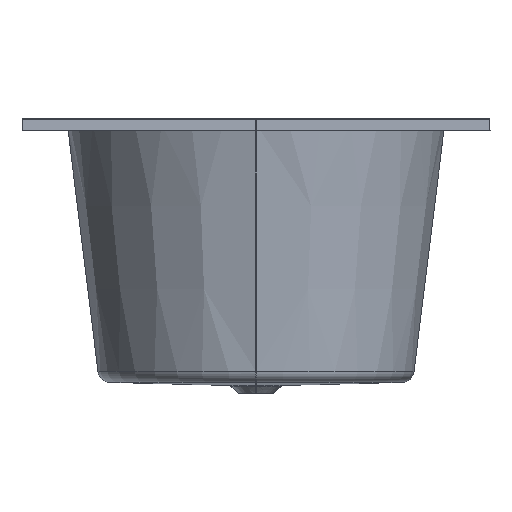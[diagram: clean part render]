
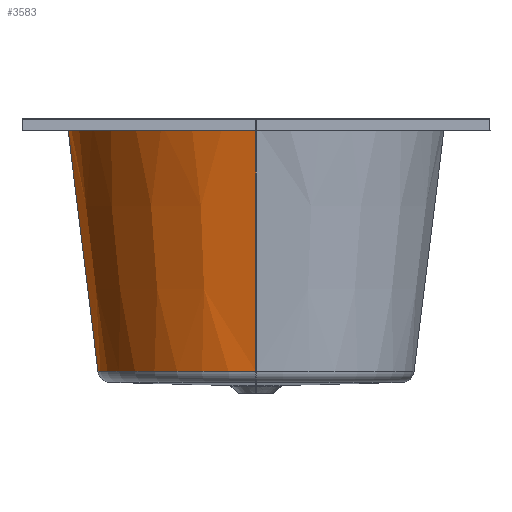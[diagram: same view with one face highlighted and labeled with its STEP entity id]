
A CAD part, left-side view. The second image highlights one B-rep face of the part: STEP entity #3583.
In plain terms, the highlighted conical face has half-angle 7.07 degrees and reference radius 277.846 mm.
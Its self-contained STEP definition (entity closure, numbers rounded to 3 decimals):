
#745=DIRECTION('',(-0.123,0.,0.992));
#746=VECTOR('',#745,399.856);
#747=CARTESIAN_POINT('',(-737.537,0.,
-405.585));
#748=LINE('',#747,#746);
#749=CARTESIAN_POINT('',(-484.3,0.,-8.769));
#750=DIRECTION('',(0.,0.,-1.));
#751=DIRECTION('',(-1.,0.,0.));
#752=AXIS2_PLACEMENT_3D('',#749,#750,#751);
#754=DIRECTION('',(0.,0.123,0.992));
#755=VECTOR('',#754,399.856);
#756=CARTESIAN_POINT('',(-484.3,253.238,-405.585));
#757=LINE('',#756,#755);
#781=CARTESIAN_POINT('',(-484.307,0.007,
-405.579));
#782=DIRECTION('',(0.,0.,1.));
#783=DIRECTION('',(0.,1.,0.));
#784=AXIS2_PLACEMENT_3D('',#781,#782,#783);
#1923=CARTESIAN_POINT('',(-484.3,302.453,
-8.769));
#1925=VERTEX_POINT('',#1923);
#1926=CARTESIAN_POINT('',(-786.753,0.,
-8.769));
#1927=CARTESIAN_POINT('',(-737.537,0.,
-405.585));
#1928=VERTEX_POINT('',#1926);
#1929=VERTEX_POINT('',#1927);
#2049=CARTESIAN_POINT('',(-484.3,253.236,
-405.583));
#2050=VERTEX_POINT('',#2049);
#3569=CARTESIAN_POINT('',(-484.3,0.,-207.177));
#3570=DIRECTION('',(0.,0.,1.));
#3571=DIRECTION('',(0.,-1.,0.));
#3572=AXIS2_PLACEMENT_3D('',#3569,#3570,#3571);
#3573=CONICAL_SURFACE('',#3572,277.846,7.07);
#3575=ORIENTED_EDGE('',*,*,#3574,.T.);
#3577=ORIENTED_EDGE('',*,*,#3576,.T.);
#3578=ORIENTED_EDGE('',*,*,#3551,.F.);
#3580=ORIENTED_EDGE('',*,*,#3579,.T.);
#3581=EDGE_LOOP('',(#3575,#3577,#3578,#3580));
#3582=FACE_OUTER_BOUND('',#3581,.F.);
#3583=ADVANCED_FACE('',(#3582),#3573,.F.);
#753=CIRCLE('',#752,302.453);
#785=CIRCLE('',#784,253.229);
#3551=EDGE_CURVE('',#2050,#1925,#757,.T.);
#3574=EDGE_CURVE('',#1929,#1928,#748,.T.);
#3576=EDGE_CURVE('',#1928,#1925,#753,.T.);
#3579=EDGE_CURVE('',#2050,#1929,#785,.T.);
